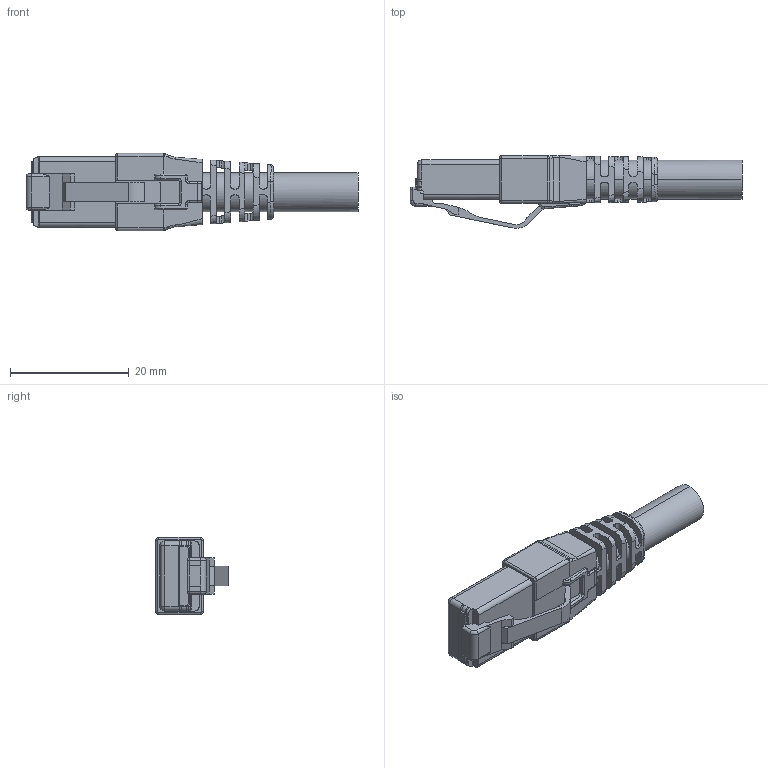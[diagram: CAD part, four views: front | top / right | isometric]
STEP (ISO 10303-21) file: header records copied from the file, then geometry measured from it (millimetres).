
FILE_DESCRIPTION((''),'2;1');
FILE_NAME('CAD-8042','2021-10-26T11:42:44',('creinig-se'),(''),'CREO PARAMETRIC BY PTC INC, 2019292','CREO PARAMETRIC BY PTC INC, 2019292','');
FILE_SCHEMA(('CONFIG_CONTROL_DESIGN','SHAPE_APPEARANCE_LAYERS_GROUPS'));
Length unit declared in the file: millimetre
Products named in the file (1): CAD-8042
Bounding box: 55.8 x 12.2 x 13 mm (x, y, z)
Volume: 3396.9 mm3; surface area: 3029.4 mm2
Topology: 1 solids, 7 shells, 465 faces, 1327 edges, 852 vertices
Faces by surface type: plane 195, cylinder 143, bspline 112, torus 11, sphere 4
Entity records: 28646 total; most frequent: CARTESIAN_POINT 10620, ORIENTED_EDGE 2646, DIRECTION 1771, PRESENTATION_STYLE_ASSIGNMENT 1571, STYLED_ITEM 1324, CURVE_STYLE 1323, EDGE_CURVE 1323, VERTEX_POINT 852
